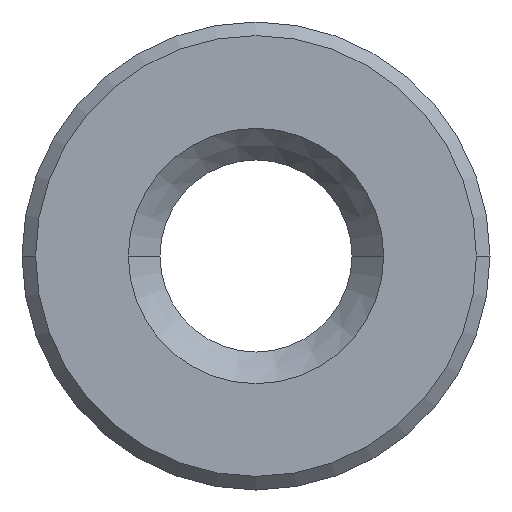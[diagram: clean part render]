
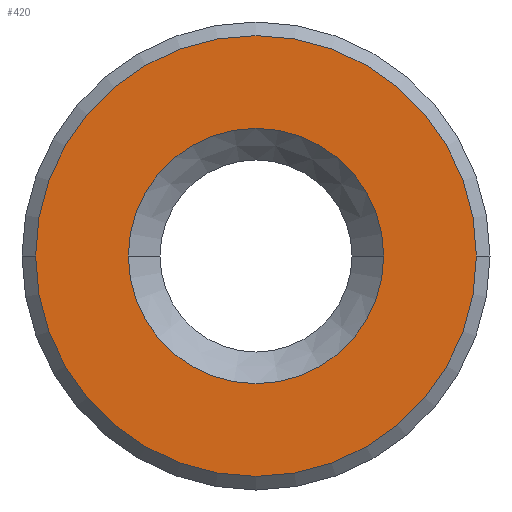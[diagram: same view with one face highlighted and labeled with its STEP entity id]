
A CAD part, front view. The second image highlights one B-rep face of the part: STEP entity #420.
In plain terms, the highlighted planar face has unit normal (0, -1, 0).
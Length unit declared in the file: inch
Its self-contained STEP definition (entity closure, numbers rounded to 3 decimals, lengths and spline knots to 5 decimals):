
#141=CARTESIAN_POINT('',(0.,-0.08858,0.));
#142=DIRECTION('',(0.,-1.,0.));
#143=DIRECTION('',(-1.,0.,0.));
#144=AXIS2_PLACEMENT_3D('',#141,#142,#143);
#146=CARTESIAN_POINT('',(0.,-0.08858,0.));
#147=DIRECTION('',(0.,-1.,0.));
#148=DIRECTION('',(1.,0.,0.));
#149=AXIS2_PLACEMENT_3D('',#146,#147,#148);
#151=CARTESIAN_POINT('',(0.,-0.08858,0.));
#152=DIRECTION('',(0.,1.,0.));
#153=DIRECTION('',(-1.,0.,0.));
#154=AXIS2_PLACEMENT_3D('',#151,#152,#153);
#156=CARTESIAN_POINT('',(0.,-0.08858,0.));
#157=DIRECTION('',(0.,1.,0.));
#158=DIRECTION('',(1.,0.,0.));
#159=AXIS2_PLACEMENT_3D('',#156,#157,#158);
#303=CARTESIAN_POINT('',(-0.0872,-0.08858,0.));
#304=CARTESIAN_POINT('',(0.0872,-0.08858,0.));
#305=VERTEX_POINT('',#303);
#306=VERTEX_POINT('',#304);
#311=CARTESIAN_POINT('',(-0.15055,-0.08858,0.));
#312=CARTESIAN_POINT('',(0.15055,-0.08858,0.));
#313=VERTEX_POINT('',#311);
#314=VERTEX_POINT('',#312);
#405=CARTESIAN_POINT('',(0.,-0.08858,0.));
#406=DIRECTION('',(0.,-1.,0.));
#407=DIRECTION('',(-1.,0.,0.));
#408=AXIS2_PLACEMENT_3D('',#405,#406,#407);
#409=PLANE('',#408);
#411=ORIENTED_EDGE('',*,*,#410,.F.);
#413=ORIENTED_EDGE('',*,*,#412,.F.);
#414=EDGE_LOOP('',(#411,#413));
#415=FACE_OUTER_BOUND('',#414,.F.);
#416=ORIENTED_EDGE('',*,*,#397,.F.);
#417=ORIENTED_EDGE('',*,*,#385,.F.);
#418=EDGE_LOOP('',(#416,#417));
#419=FACE_BOUND('',#418,.F.);
#145=CIRCLE('',#144,0.15055);
#150=CIRCLE('',#149,0.15055);
#155=CIRCLE('',#154,0.0872);
#160=CIRCLE('',#159,0.0872);
#385=EDGE_CURVE('',#306,#305,#160,.T.);
#397=EDGE_CURVE('',#305,#306,#155,.T.);
#410=EDGE_CURVE('',#313,#314,#145,.T.);
#412=EDGE_CURVE('',#314,#313,#150,.T.);
#420=ADVANCED_FACE('',(#415,#419),#409,.T.);
